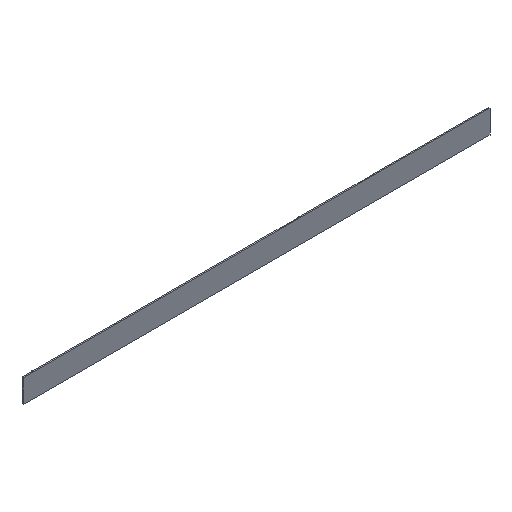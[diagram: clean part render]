
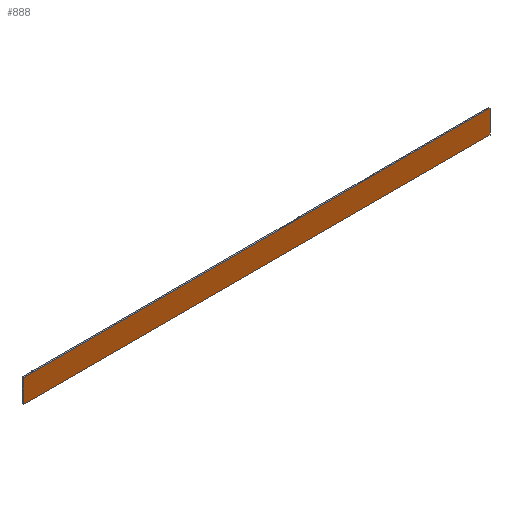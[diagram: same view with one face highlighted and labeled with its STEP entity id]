
A CAD part, isometric view. The second image highlights one B-rep face of the part: STEP entity #888.
In plain terms, the highlighted planar face has unit normal (0, -1, 0).
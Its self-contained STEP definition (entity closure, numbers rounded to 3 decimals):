
#32 = CARTESIAN_POINT ( 'NONE',  ( 0., 0., 0. ) ) ;
#53 = PLANE ( 'NONE',  #3425 ) ;
#58 = CARTESIAN_POINT ( 'NONE',  ( -20000., 0., -1000. ) ) ;
#108 = ORIENTED_EDGE ( 'NONE', *, *, #3477, .F. ) ;
#110 = VECTOR ( 'NONE', #859, 1000. ) ;
#121 = DIRECTION ( 'NONE',  ( 0., 1., 0. ) ) ;
#292 = VERTEX_POINT ( 'NONE', #58 ) ;
#553 = CARTESIAN_POINT ( 'NONE',  ( -20000., 0., -1000. ) ) ;
#735 = ORIENTED_EDGE ( 'NONE', *, *, #1582, .F. ) ;
#859 = DIRECTION ( 'NONE',  ( 0., 0., 1. ) ) ;
#885 = LINE ( 'NONE', #2123, #1211 ) ;
#888 = ADVANCED_FACE ( 'NONE', ( #3734 ), #53, .F. ) ;
#937 = VERTEX_POINT ( 'NONE', #3432 ) ;
#1159 = CARTESIAN_POINT ( 'NONE',  ( 20000., 0., -1000. ) ) ;
#1167 = DIRECTION ( 'NONE',  ( -1., 0., 0. ) ) ;
#1211 = VECTOR ( 'NONE', #3368, 1000. ) ;
#1548 = EDGE_LOOP ( 'NONE', ( #3684, #735, #3226, #108 ) ) ;
#1582 = EDGE_CURVE ( 'NONE', #3195, #3156, #885, .T. ) ;
#2036 = CARTESIAN_POINT ( 'NONE',  ( -20000., 0., -1000. ) ) ;
#2121 = CARTESIAN_POINT ( 'NONE',  ( 20000., 0., 1000. ) ) ;
#2123 = CARTESIAN_POINT ( 'NONE',  ( -20000., 0., 1000. ) ) ;
#2152 = EDGE_CURVE ( 'NONE', #3156, #937, #2451, .T. ) ;
#2178 = VECTOR ( 'NONE', #2412, 1000. ) ;
#2412 = DIRECTION ( 'NONE',  ( 0., 0., -1. ) ) ;
#2451 = LINE ( 'NONE', #1159, #2178 ) ;
#2462 = CARTESIAN_POINT ( 'NONE',  ( -20000., 0., 1000. ) ) ;
#2509 = DIRECTION ( 'NONE',  ( 0., 0., 1. ) ) ;
#3156 = VERTEX_POINT ( 'NONE', #2121 ) ;
#3195 = VERTEX_POINT ( 'NONE', #2462 ) ;
#3226 = ORIENTED_EDGE ( 'NONE', *, *, #3501, .F. ) ;
#3368 = DIRECTION ( 'NONE',  ( 1., 0., 0. ) ) ;
#3425 = AXIS2_PLACEMENT_3D ( 'NONE', #32, #121, #2509 ) ;
#3432 = CARTESIAN_POINT ( 'NONE',  ( 20000., 0., -1000. ) ) ;
#3477 = EDGE_CURVE ( 'NONE', #937, #292, #3951, .T. ) ;
#3501 = EDGE_CURVE ( 'NONE', #292, #3195, #3589, .T. ) ;
#3589 = LINE ( 'NONE', #2036, #110 ) ;
#3684 = ORIENTED_EDGE ( 'NONE', *, *, #2152, .F. ) ;
#3734 = FACE_OUTER_BOUND ( 'NONE', #1548, .T. ) ;
#3742 = VECTOR ( 'NONE', #1167, 1000. ) ;
#3951 = LINE ( 'NONE', #553, #3742 ) ;
